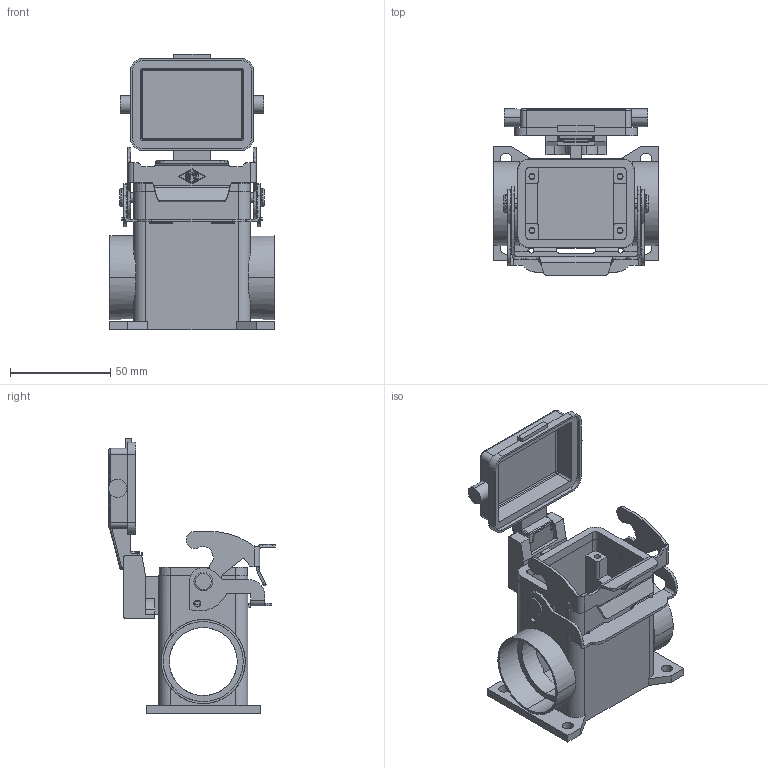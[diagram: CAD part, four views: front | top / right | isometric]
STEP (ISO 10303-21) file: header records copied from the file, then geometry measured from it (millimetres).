
FILE_DESCRIPTION((''),'2;1');
FILE_NAME('MVAP 06 L240.stp','2007-01-05T08:50:22',('gembarski'),(''),'Autodesk Inventor 7','Autodesk Inventor 7','');
FILE_SCHEMA(('AUTOMOTIVE_DESIGN { 1 0 10303 214 1 1 1 1 }'));
Length unit declared in the file: millimetre
Products named in the file (1): MVAP 06 L240
Bounding box: 82 x 83.23 x 137.5 mm (x, y, z)
Volume: 98752.4 mm3; surface area: 64789.8 mm2
Topology: 4 solids, 4 shells, 596 faces, 1627 edges, 1054 vertices
Faces by surface type: plane 233, cylinder 196, bspline 149, torus 10, sphere 4, cone 4
Entity records: 21815 total; most frequent: CARTESIAN_POINT 6830, ORIENTED_EDGE 3226, DIRECTION 3015, EDGE_CURVE 1613, VERTEX_POINT 1054, AXIS2_PLACEMENT_3D 1014, VECTOR 987, LINE 987
